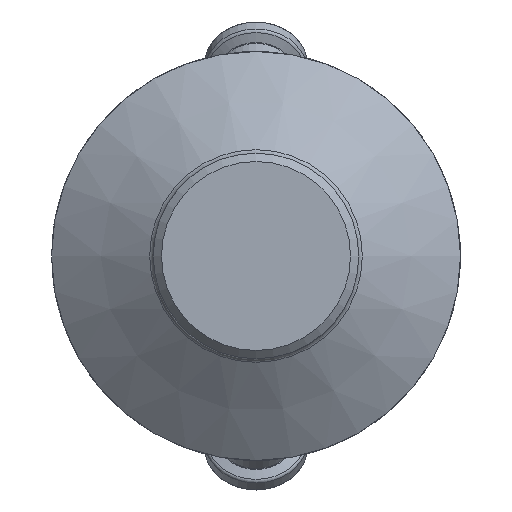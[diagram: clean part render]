
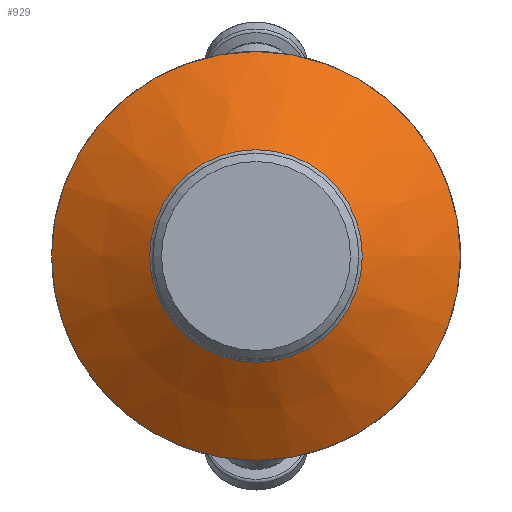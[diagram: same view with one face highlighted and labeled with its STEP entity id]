
A CAD part, front view. The second image highlights one B-rep face of the part: STEP entity #929.
In plain terms, the highlighted conical face has half-angle 55.516 degrees and reference radius 37.809 mm.
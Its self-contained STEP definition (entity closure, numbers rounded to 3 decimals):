
#168=FACE_BOUND('',#364,.T.);
#239=FACE_OUTER_BOUND('',#363,.T.);
#363=EDGE_LOOP('',(#770));
#364=EDGE_LOOP('',(#771));
#429=CIRCLE('',#1067,49.75);
#430=CIRCLE('',#1072,25.868);
#508=VERTEX_POINT('',#1723);
#509=VERTEX_POINT('',#1730);
#595=EDGE_CURVE('',#508,#508,#429,.T.);
#598=EDGE_CURVE('',#509,#509,#430,.T.);
#770=ORIENTED_EDGE('',*,*,#595,.F.);
#771=ORIENTED_EDGE('',*,*,#598,.T.);
#795=CONICAL_SURFACE('',#1073,37.809,55.516);
#929=ADVANCED_FACE('',(#239,#168),#795,.T.);
#1067=AXIS2_PLACEMENT_3D('',#1724,#1343,#1344);
#1072=AXIS2_PLACEMENT_3D('',#1731,#1354,#1355);
#1073=AXIS2_PLACEMENT_3D('',#1732,#1356,#1357);
#1343=DIRECTION('center_axis',(0.,1.,0.));
#1344=DIRECTION('ref_axis',(-1.,0.,0.));
#1354=DIRECTION('center_axis',(0.,1.,0.));
#1355=DIRECTION('ref_axis',(-1.,0.,0.));
#1356=DIRECTION('center_axis',(0.,1.,0.));
#1357=DIRECTION('ref_axis',(-1.,0.,0.));
#1723=CARTESIAN_POINT('',(-49.75,36.,0.));
#1724=CARTESIAN_POINT('Origin',(0.,36.,0.));
#1730=CARTESIAN_POINT('',(-25.868,19.596,0.));
#1731=CARTESIAN_POINT('Origin',(0.,19.596,0.));
#1732=CARTESIAN_POINT('Origin',(0.,27.798,0.));
